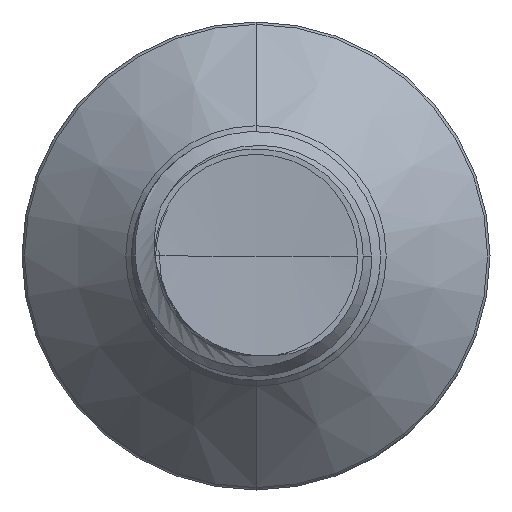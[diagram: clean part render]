
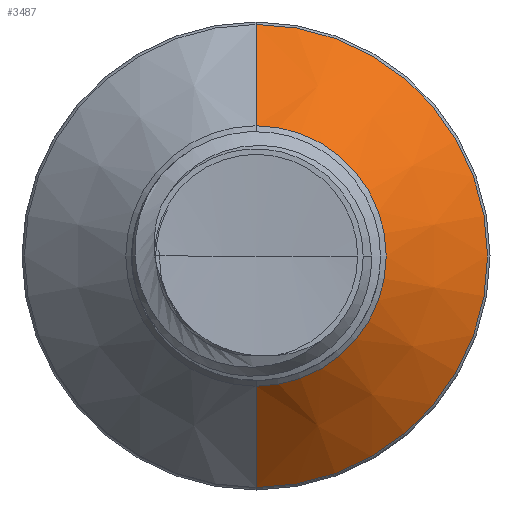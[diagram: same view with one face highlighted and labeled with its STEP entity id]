
A CAD part, front view. The second image highlights one B-rep face of the part: STEP entity #3487.
In plain terms, the highlighted conical face has half-angle 45 degrees and reference radius 1.308 mm.
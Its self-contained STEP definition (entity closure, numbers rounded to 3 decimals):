
#198 = DIRECTION ( 'NONE',  ( 0., 0., 1. ) ) ;
#405 = ORIENTED_EDGE ( 'NONE', *, *, #13980, .T. ) ;
#639 = DIRECTION ( 'NONE',  ( 0., 0.707, 0.707 ) ) ;
#945 = ORIENTED_EDGE ( 'NONE', *, *, #12011, .F. ) ;
#1661 = DIRECTION ( 'NONE',  ( 0., 0., 1. ) ) ;
#1888 = CARTESIAN_POINT ( 'NONE',  ( 0., 4.455, 1.308 ) ) ;
#3487 = ADVANCED_FACE ( 'NONE', ( #14452 ), #17876, .T. ) ;
#4278 = ORIENTED_EDGE ( 'NONE', *, *, #14959, .T. ) ;
#4713 = CARTESIAN_POINT ( 'NONE',  ( 0., 4.455, 0. ) ) ;
#4735 = VERTEX_POINT ( 'NONE', #18204 ) ;
#5952 = VECTOR ( 'NONE', #639, 1000. ) ;
#6366 = DIRECTION ( 'NONE',  ( 0., 0., 1. ) ) ;
#6684 = CIRCLE ( 'NONE', #13690, 2.325 ) ;
#6733 = CARTESIAN_POINT ( 'NONE',  ( 0., 4.455, 0. ) ) ;
#6865 = AXIS2_PLACEMENT_3D ( 'NONE', #6733, #18608, #198 ) ;
#7070 = VERTEX_POINT ( 'NONE', #8323 ) ;
#7107 = DIRECTION ( 'NONE',  ( 0., 0.707, -0.707 ) ) ;
#8323 = CARTESIAN_POINT ( 'NONE',  ( 0., 4.455, -1.308 ) ) ;
#8723 = CARTESIAN_POINT ( 'NONE',  ( 0., 5.472, -2.325 ) ) ;
#8961 = ORIENTED_EDGE ( 'NONE', *, *, #13001, .F. ) ;
#10266 = CIRCLE ( 'NONE', #10998, 1.308 ) ;
#10998 = AXIS2_PLACEMENT_3D ( 'NONE', #4713, #15321, #6366 ) ;
#11092 = DIRECTION ( 'NONE',  ( 0., 1., 0. ) ) ;
#11860 = LINE ( 'NONE', #16019, #19205 ) ;
#11987 = EDGE_LOOP ( 'NONE', ( #4278, #405, #8961, #945 ) ) ;
#12011 = EDGE_CURVE ( 'NONE', #16876, #4735, #14874, .T. ) ;
#12221 = VERTEX_POINT ( 'NONE', #8723 ) ;
#13001 = EDGE_CURVE ( 'NONE', #4735, #12221, #6684, .T. ) ;
#13690 = AXIS2_PLACEMENT_3D ( 'NONE', #19888, #11092, #1661 ) ;
#13980 = EDGE_CURVE ( 'NONE', #7070, #12221, #11860, .T. ) ;
#14452 = FACE_OUTER_BOUND ( 'NONE', #11987, .T. ) ;
#14874 = LINE ( 'NONE', #18041, #5952 ) ;
#14959 = EDGE_CURVE ( 'NONE', #16876, #7070, #10266, .T. ) ;
#15321 = DIRECTION ( 'NONE',  ( 0., 1., 0. ) ) ;
#16019 = CARTESIAN_POINT ( 'NONE',  ( 0., 4.455, -1.308 ) ) ;
#16876 = VERTEX_POINT ( 'NONE', #1888 ) ;
#17876 = CONICAL_SURFACE ( 'NONE', #6865, 1.308, 0.785 ) ;
#18041 = CARTESIAN_POINT ( 'NONE',  ( 0., 4.455, 1.308 ) ) ;
#18204 = CARTESIAN_POINT ( 'NONE',  ( 0., 5.472, 2.325 ) ) ;
#18608 = DIRECTION ( 'NONE',  ( 0., 1., 0. ) ) ;
#19205 = VECTOR ( 'NONE', #7107, 1000. ) ;
#19888 = CARTESIAN_POINT ( 'NONE',  ( 0., 5.472, 0. ) ) ;
